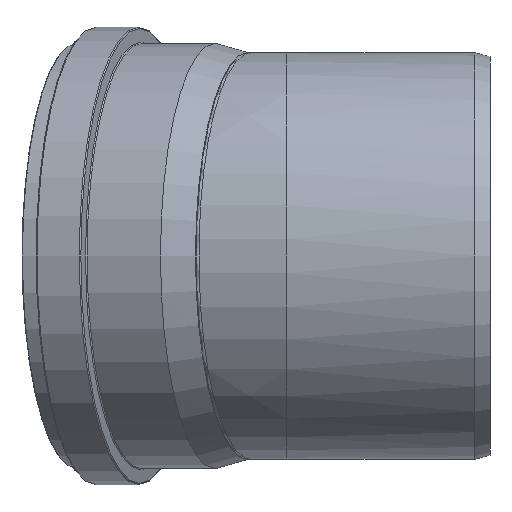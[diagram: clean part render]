
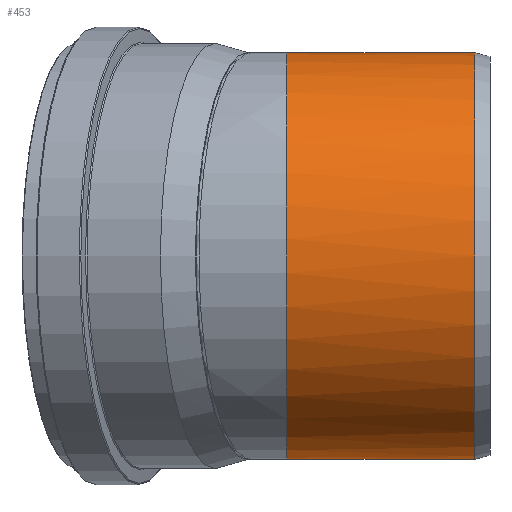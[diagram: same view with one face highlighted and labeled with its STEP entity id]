
A CAD part, left-side view. The second image highlights one B-rep face of the part: STEP entity #453.
In plain terms, the highlighted cylindrical face has radius 157.8 mm (diameter 315.6 mm), a full revolution.
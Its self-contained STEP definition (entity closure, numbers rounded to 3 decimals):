
#45=FACE_BOUND('',#131,.T.);
#73=B_SPLINE_CURVE_WITH_KNOTS('',3,(#787,#788,#789,#790,#791,#792,#793,
#794),.UNSPECIFIED.,.F.,.F.,(4,1,1,1,1,4),(-22.229,-15.878,
-9.527,-6.351,-3.176,0.),.UNSPECIFIED.);
#89=FACE_OUTER_BOUND('',#130,.T.);
#130=EDGE_LOOP('',(#360));
#131=EDGE_LOOP('',(#361,#362,#363,#364));
#190=ELLIPSE('',#503,159.214,157.8);
#192=ELLIPSE('',#507,159.214,157.8);
#205=CIRCLE('',#506,157.8);
#206=CIRCLE('',#508,157.8);
#239=VERTEX_POINT('',#784);
#240=VERTEX_POINT('',#786);
#246=VERTEX_POINT('',#878);
#248=VERTEX_POINT('',#890);
#249=VERTEX_POINT('',#892);
#284=EDGE_CURVE('',#239,#240,#73,.T.);
#295=EDGE_CURVE('',#240,#246,#190,.T.);
#298=EDGE_CURVE('',#248,#248,#205,.T.);
#299=EDGE_CURVE('',#249,#239,#192,.T.);
#300=EDGE_CURVE('',#246,#249,#206,.T.);
#360=ORIENTED_EDGE('',*,*,#298,.T.);
#361=ORIENTED_EDGE('',*,*,#284,.F.);
#362=ORIENTED_EDGE('',*,*,#299,.F.);
#363=ORIENTED_EDGE('',*,*,#300,.F.);
#364=ORIENTED_EDGE('',*,*,#295,.F.);
#436=CYLINDRICAL_SURFACE('',#505,157.8);
#453=ADVANCED_FACE('',(#89,#45),#436,.T.);
#503=AXIS2_PLACEMENT_3D('',#879,#598,#599);
#505=AXIS2_PLACEMENT_3D('',#889,#602,#603);
#506=AXIS2_PLACEMENT_3D('',#891,#604,#605);
#507=AXIS2_PLACEMENT_3D('',#893,#606,#607);
#508=AXIS2_PLACEMENT_3D('',#894,#608,#609);
#598=DIRECTION('center_axis',(0.133,0.991,0.));
#599=DIRECTION('ref_axis',(0.991,-0.133,0.));
#602=DIRECTION('center_axis',(0.,1.,0.));
#603=DIRECTION('ref_axis',(1.,0.,0.));
#604=DIRECTION('center_axis',(0.,1.,0.));
#605=DIRECTION('ref_axis',(1.,0.,0.));
#606=DIRECTION('center_axis',(0.133,0.991,0.));
#607=DIRECTION('ref_axis',(0.991,-0.133,0.));
#608=DIRECTION('center_axis',(0.,1.,0.));
#609=DIRECTION('ref_axis',(1.,0.,0.));
#784=CARTESIAN_POINT('',(121.347,155.281,100.875));
#786=CARTESIAN_POINT('',(121.347,155.281,-100.875));
#787=CARTESIAN_POINT('Ctrl Pts',(121.347,155.281,100.875));
#788=CARTESIAN_POINT('Ctrl Pts',(134.595,152.487,84.939));
#789=CARTESIAN_POINT('Ctrl Pts',(154.863,148.477,47.608));
#790=CARTESIAN_POINT('Ctrl Pts',(160.155,147.462,-5.469));
#791=CARTESIAN_POINT('Ctrl Pts',(151.831,149.077,-46.637));
#792=CARTESIAN_POINT('Ctrl Pts',(139.682,151.485,-75.62));
#793=CARTESIAN_POINT('Ctrl Pts',(127.971,153.884,-92.907));
#794=CARTESIAN_POINT('Ctrl Pts',(121.347,155.281,-100.875));
#878=CARTESIAN_POINT('',(103.041,157.737,-119.513));
#879=CARTESIAN_POINT('Origin',(0.,171.561,0.));
#889=CARTESIAN_POINT('Origin',(0.,0.,0.));
#890=CARTESIAN_POINT('',(-157.8,12.,0.));
#891=CARTESIAN_POINT('Origin',(0.,12.,0.));
#892=CARTESIAN_POINT('',(103.041,157.737,119.513));
#893=CARTESIAN_POINT('Origin',(0.,171.561,0.));
#894=CARTESIAN_POINT('Origin',(0.,157.737,0.));
